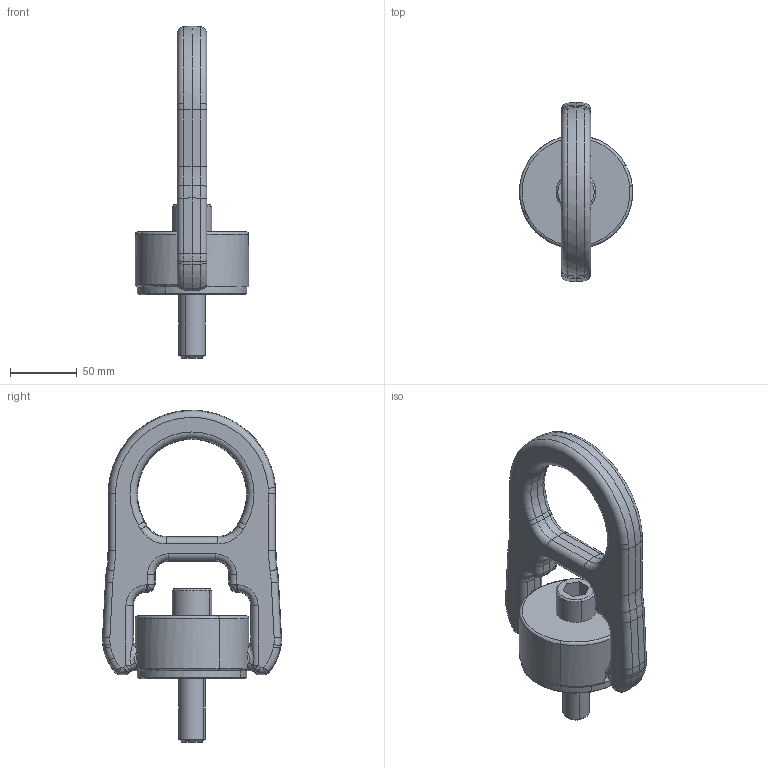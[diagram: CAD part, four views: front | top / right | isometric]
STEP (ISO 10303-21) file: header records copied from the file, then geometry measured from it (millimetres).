
FILE_DESCRIPTION(('CATIA V5 STEP Exchange'),'2;1');
FILE_NAME('8-204-030L.stp','2017-06-16T08:09:25+00:00',('none'),('none'),'CATIA Version 5 Release 21 GA (IN-10)','CATIA V5 STEP AP203','none');
FILE_SCHEMA(('CONFIG_CONTROL_DESIGN'));
Length unit declared in the file: millimetre
Products named in the file (1): 8-204-030L
Bounding box: 85 x 134.4 x 249.1 mm (x, y, z)
Volume: 524445 mm3; surface area: 76881.9 mm2
Topology: 1 solids, 1 shells, 290 faces, 684 edges, 397 vertices
Faces by surface type: cylinder 73, plane 68, cone 55, torus 42, bspline 32, revolution 16, sphere 4
Entity records: 11949 total; most frequent: CARTESIAN_POINT 5882, ORIENTED_EDGE 1360, DIRECTION 975, EDGE_CURVE 680, AXIS2_PLACEMENT_3D 481, VERTEX_POINT 397, EDGE_LOOP 299, ADVANCED_FACE 290
